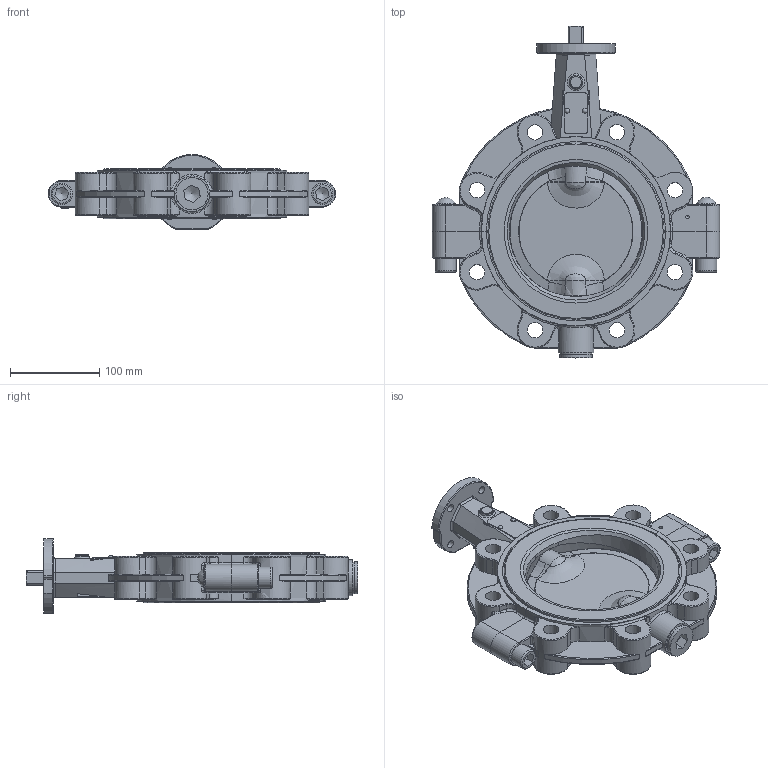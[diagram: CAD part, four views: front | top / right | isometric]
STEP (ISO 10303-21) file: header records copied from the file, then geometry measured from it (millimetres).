
FILE_DESCRIPTION((''),'2;1');
FILE_NAME('T214-A DN150.stp','2007-11-13T14:00:41',('hellwig'),(''),'Autodesk Inventor 11','Autodesk Inventor 11','');
FILE_SCHEMA(('AUTOMOTIVE_DESIGN { 1 0 10303 214 1 1 1 1 }'));
Length unit declared in the file: millimetre
Products named in the file (17): T214-A DN150; T41F-150-0002-13-1; T41F-150-0002-13-2; Man-1-150-2-242 R08; Elast-000-4-034 R07_Elastomereinlage für Nennweite 80 [Title [Summary]=DN150]; TF 37,4x23x2; D100-125-4-1013; KNXF-000-0000-43_Dachmanschette T211(_FS)T214 [Title [Summary]=DN125(_FS)200]; O-Ring 22x2,5; Lagerbuchse 22x25x15; KRXF-000-0014-41_Abstreifer [Title [Summary]=DN150-200]; DIN 908  (Feingewinde) M30 x 1; DIN 7603  A A30 x 36  (lt); KTXF-000-0008-30; DIN EN ISO 8746  A 3 x 6 - A St; SW1F-150-0016-24; DIN 912  - ersetzt durch DIN EN ISO 4762 M16 x 50
Assembly tree (31 placements, depth 2):
  T214-A DN150
    T41F-150-0002-13-1
    T41F-150-0002-13-2
    Man-1-150-2-242 R08
    Elast-000-4-034 R07_Elastomereinlage für Nennweite 80 [Title [Summary]=DN150]  x2
    TF 37,4x23x2  x8
    D100-125-4-1013  x2
    KNXF-000-0000-43_Dachmanschette T211(_FS)T214 [Title [Summary]=DN125(_FS)200]  x2
    O-Ring 22x2,5  x2
    Lagerbuchse 22x25x15  x3
    KRXF-000-0014-41_Abstreifer [Title [Summary]=DN150-200]
    DIN 908  (Feingewinde) M30 x 1
    DIN 7603  A A30 x 36  (lt)
    KTXF-000-0008-30
    DIN EN ISO 8746  A 3 x 6 - A St  x2
    SW1F-150-0016-24
    DIN 912  - ersetzt durch DIN EN ISO 4762 M16 x 50  x2
Bounding box: 322 x 372 x 84 mm (x, y, z)
Volume: 2033720.2 mm3; surface area: 491885.4 mm2
Topology: 31 solids, 31 shells, 1153 faces, 2895 edges, 1820 vertices
Faces by surface type: plane 372, bspline 352, cylinder 255, torus 87, cone 83, sphere 4
Full cylindrical faces by diameter (mm): 3 x2, 3.2 x2, 13.835 x2, 16 x2, 22 x11, 22.1 x2, 23 x9, 24 x2, 24.7 x2, 25 x4, 27 x3, 27.1 x2, 28.376 x1, 30 x1, 30.2 x1, 30.3 x1, 35.9 x1, 36 x1, 37.4 x8, 38 x4, 40 x1, 55.1 x1, 156.5 x1, 197.5 x2
Entity records: 45080 total; most frequent: CARTESIAN_POINT 21268, ORIENTED_EDGE 5068, DIRECTION 4247, EDGE_CURVE 2534, VERTEX_POINT 1675, AXIS2_PLACEMENT_3D 1563, EDGE_LOOP 1281, VECTOR 1121
